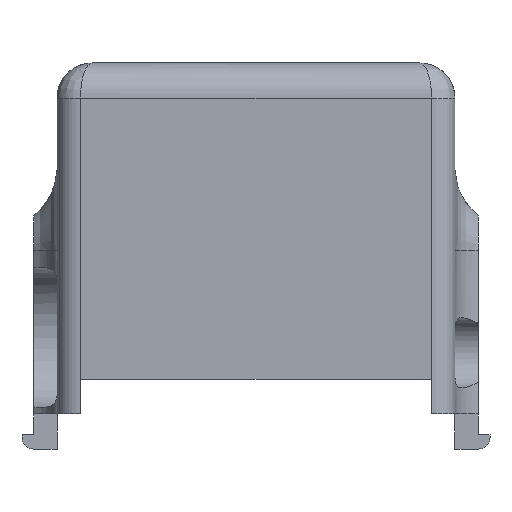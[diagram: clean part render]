
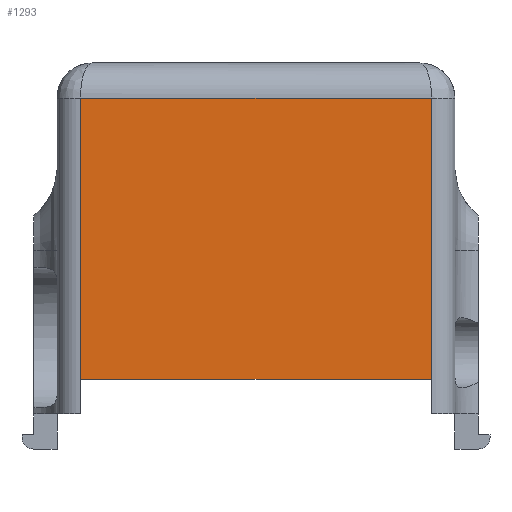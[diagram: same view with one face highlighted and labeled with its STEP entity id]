
A CAD part, front view. The second image highlights one B-rep face of the part: STEP entity #1293.
In plain terms, the highlighted planar face has unit normal (0, -1, 0).
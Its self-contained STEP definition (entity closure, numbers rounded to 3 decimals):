
#177=FACE_OUTER_BOUND('',#251,.T.);
#251=EDGE_LOOP('',(#1148,#1149,#1150,#1151));
#326=LINE('',#2017,#452);
#351=LINE('',#2255,#477);
#378=LINE('',#2335,#504);
#379=LINE('',#2337,#505);
#452=VECTOR('',#1572,10.);
#477=VECTOR('',#1667,10.);
#504=VECTOR('',#1768,10.);
#505=VECTOR('',#1771,10.);
#591=VERTEX_POINT('',#2014);
#592=VERTEX_POINT('',#2016);
#610=VERTEX_POINT('',#2179);
#611=VERTEX_POINT('',#2213);
#721=EDGE_CURVE('',#592,#591,#326,.T.);
#771=EDGE_CURVE('',#610,#611,#351,.T.);
#808=EDGE_CURVE('',#592,#610,#378,.T.);
#809=EDGE_CURVE('',#611,#591,#379,.T.);
#1148=ORIENTED_EDGE('',*,*,#721,.T.);
#1149=ORIENTED_EDGE('',*,*,#809,.F.);
#1150=ORIENTED_EDGE('',*,*,#771,.F.);
#1151=ORIENTED_EDGE('',*,*,#808,.F.);
#1228=PLANE('',#1425);
#1293=ADVANCED_FACE('',(#177),#1228,.T.);
#1425=AXIS2_PLACEMENT_3D('',#2336,#1769,#1770);
#1572=DIRECTION('',(1.,0.,0.));
#1667=DIRECTION('',(1.,0.,0.));
#1768=DIRECTION('',(0.,0.,1.));
#1769=DIRECTION('center_axis',(0.,-1.,0.));
#1770=DIRECTION('ref_axis',(1.,0.,0.));
#1771=DIRECTION('',(0.,0.,-1.));
#2014=CARTESIAN_POINT('',(15.,-26.,6.976));
#2016=CARTESIAN_POINT('',(-15.,-26.,6.976));
#2017=CARTESIAN_POINT('',(-16.,-26.,6.976));
#2179=CARTESIAN_POINT('',(-15.,-26.,31.));
#2213=CARTESIAN_POINT('',(15.,-26.,31.));
#2255=CARTESIAN_POINT('',(-8.5,-26.,31.));
#2335=CARTESIAN_POINT('',(-15.,-26.,4.));
#2336=CARTESIAN_POINT('Origin',(-17.,-26.,4.));
#2337=CARTESIAN_POINT('',(15.,-26.,4.));
